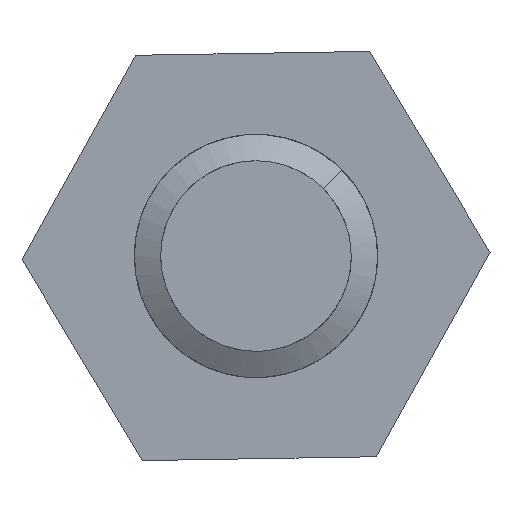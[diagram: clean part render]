
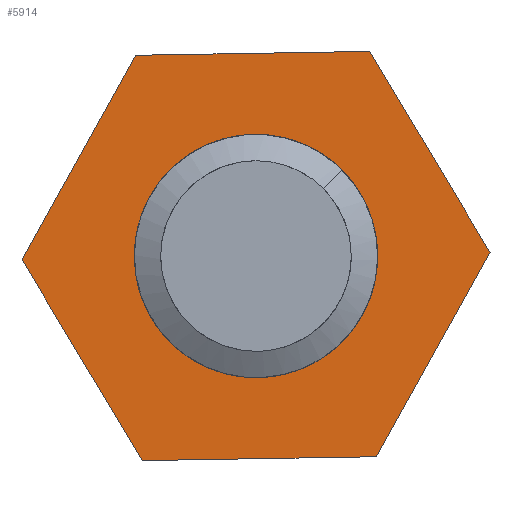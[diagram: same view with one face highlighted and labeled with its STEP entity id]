
A CAD part, front view. The second image highlights one B-rep face of the part: STEP entity #5914.
In plain terms, the highlighted planar face has unit normal (0, -1, 0).
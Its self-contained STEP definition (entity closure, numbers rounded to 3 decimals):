
#76 = LINE ( 'NONE', #77, #1555 ) ;
#77 = CARTESIAN_POINT ( 'NONE',  ( -0.831, 0., 0.831 ) ) ;
#78 = DIRECTION ( 'NONE',  ( -0.707, 0., 0.707 ) ) ;
#291 = B_SPLINE_CURVE_WITH_KNOTS ( 'NONE', 3,
 ( #4733, #4706, #4734, #4735, #4731, #4746, #4707, #4745, #4741, #4732, #4713, #4710, #4717, #4719 ),
 .UNSPECIFIED., .F., .F.,
 ( 4, 2, 2, 2, 2, 2, 4 ),
 ( 0., 0.001, 0.001, 0.001, 0.002, 0.003, 0.003 ),
 .UNSPECIFIED. ) ;
#380 = LINE ( 'NONE', #407, #4104 ) ;
#399 = CARTESIAN_POINT ( 'NONE',  ( 1.402, 0., 2.523 ) ) ;
#407 = CARTESIAN_POINT ( 'NONE',  ( 1.402, 0., 2.523 ) ) ;
#409 = DIRECTION ( 'NONE',  ( 0.514, 0., -0.858 ) ) ;
#449 = CARTESIAN_POINT ( 'NONE',  ( -0.831, 0., 0.831 ) ) ;
#470 = CARTESIAN_POINT ( 'NONE',  ( 2.886, 0., 0.048 ) ) ;
#489 = CARTESIAN_POINT ( 'NONE',  ( -1.059, 0., 1.059 ) ) ;
#499 = CARTESIAN_POINT ( 'NONE',  ( -1.402, 0., -2.523 ) ) ;
#510 = CARTESIAN_POINT ( 'NONE',  ( 0., 0., -1.175 ) ) ;
#539 = CARTESIAN_POINT ( 'NONE',  ( -1.484, 0., 2.476 ) ) ;
#577 = CARTESIAN_POINT ( 'NONE',  ( 0., 0., 1.175 ) ) ;
#590 = CARTESIAN_POINT ( 'NONE',  ( -2.886, 0., -0.048 ) ) ;
#591 = CARTESIAN_POINT ( 'NONE',  ( 1.484, 0., -2.476 ) ) ;
#605 = CARTESIAN_POINT ( 'NONE',  ( -0.205, 0., -1.157 ) ) ;
#929 = CIRCLE ( 'NONE', #1253, 1.175 ) ;
#978 = CIRCLE ( 'NONE', #3879, 1.175 ) ;
#996 = DIRECTION ( 'NONE',  ( -1., 0., -0.016 ) ) ;
#997 = CARTESIAN_POINT ( 'NONE',  ( 1.484, 0., -2.476 ) ) ;
#998 = LINE ( 'NONE', #997, #4132 ) ;
#1253 = AXIS2_PLACEMENT_3D ( 'NONE', #6643, #6644, #6645 ) ;
#1457 = LINE ( 'NONE', #1458, #6239 ) ;
#1458 = CARTESIAN_POINT ( 'NONE',  ( -1.484, 0., 2.476 ) ) ;
#1459 = DIRECTION ( 'NONE',  ( 1., 0., 0.016 ) ) ;
#1555 = VECTOR ( 'NONE', #78, 1000. ) ;
#1574 = ORIENTED_EDGE ( 'NONE', *, *, #5959, .F. ) ;
#1583 = ORIENTED_EDGE ( 'NONE', *, *, #6117, .F. ) ;
#1585 = ORIENTED_EDGE ( 'NONE', *, *, #5865, .F. ) ;
#1616 = ORIENTED_EDGE ( 'NONE', *, *, #5998, .F. ) ;
#1617 = ORIENTED_EDGE ( 'NONE', *, *, #5833, .F. ) ;
#1618 = ORIENTED_EDGE ( 'NONE', *, *, #5962, .F. ) ;
#1624 = ORIENTED_EDGE ( 'NONE', *, *, #6029, .F. ) ;
#1634 = ORIENTED_EDGE ( 'NONE', *, *, #5882, .F. ) ;
#1637 = ORIENTED_EDGE ( 'NONE', *, *, #6047, .F. ) ;
#1644 = ORIENTED_EDGE ( 'NONE', *, *, #5961, .F. ) ;
#1646 = ORIENTED_EDGE ( 'NONE', *, *, #6116, .F. ) ;
#2249 = CARTESIAN_POINT ( 'NONE',  ( 0., 0., 0. ) ) ;
#2256 = LINE ( 'NONE', #2257, #3868 ) ;
#2257 = CARTESIAN_POINT ( 'NONE',  ( 2.886, 0., 0.048 ) ) ;
#2258 = DIRECTION ( 'NONE',  ( -0.486, 0., -0.874 ) ) ;
#2259 = DIRECTION ( 'NONE',  ( 0., -1., 0. ) ) ;
#2260 = DIRECTION ( 'NONE',  ( 0., 0., 1. ) ) ;
#3868 = VECTOR ( 'NONE', #2258, 1000. ) ;
#3879 = AXIS2_PLACEMENT_3D ( 'NONE', #2249, #2259, #2260 ) ;
#3894 = VECTOR ( 'NONE', #4716, 1000. ) ;
#3899 = VECTOR ( 'NONE', #4751, 1000. ) ;
#4104 = VECTOR ( 'NONE', #409, 1000. ) ;
#4110 = AXIS2_PLACEMENT_3D ( 'NONE', #5214, #5312, #5322 ) ;
#4132 = VECTOR ( 'NONE', #996, 1000. ) ;
#4591 = EDGE_LOOP ( 'NONE', ( #1574, #1618, #1585, #1646, #1617, #1616 ) ) ;
#4682 = EDGE_LOOP ( 'NONE', ( #1624, #1637, #1634, #1583, #1644 ) ) ;
#4706 = CARTESIAN_POINT ( 'NONE',  ( -1.215, 0., 0.868 ) ) ;
#4707 = CARTESIAN_POINT ( 'NONE',  ( -1.351, 0., -0.205 ) ) ;
#4710 = CARTESIAN_POINT ( 'NONE',  ( -0.451, 0., -1.126 ) ) ;
#4713 = CARTESIAN_POINT ( 'NONE',  ( -0.679, 0., -1.041 ) ) ;
#4716 = DIRECTION ( 'NONE',  ( 0.486, 0., 0.874 ) ) ;
#4717 = CARTESIAN_POINT ( 'NONE',  ( -0.329, 0., -1.152 ) ) ;
#4719 = CARTESIAN_POINT ( 'NONE',  ( -0.205, 0., -1.157 ) ) ;
#4720 = LINE ( 'NONE', #4725, #3894 ) ;
#4724 = LINE ( 'NONE', #4739, #3899 ) ;
#4725 = CARTESIAN_POINT ( 'NONE',  ( -2.886, 0., -0.048 ) ) ;
#4731 = CARTESIAN_POINT ( 'NONE',  ( -1.396, 0., 0.158 ) ) ;
#4732 = CARTESIAN_POINT ( 'NONE',  ( -0.787, 0., -0.98 ) ) ;
#4733 = CARTESIAN_POINT ( 'NONE',  ( -1.059, 0., 1.059 ) ) ;
#4734 = CARTESIAN_POINT ( 'NONE',  ( -1.32, 0., 0.64 ) ) ;
#4735 = CARTESIAN_POINT ( 'NONE',  ( -1.389, 0., 0.282 ) ) ;
#4739 = CARTESIAN_POINT ( 'NONE',  ( -1.402, 0., -2.523 ) ) ;
#4741 = CARTESIAN_POINT ( 'NONE',  ( -1.075, 0., -0.754 ) ) ;
#4745 = CARTESIAN_POINT ( 'NONE',  ( -1.223, 0., -0.55 ) ) ;
#4746 = CARTESIAN_POINT ( 'NONE',  ( -1.377, 0., -0.084 ) ) ;
#4751 = DIRECTION ( 'NONE',  ( -0.514, 0., 0.858 ) ) ;
#5143 = DIRECTION ( 'NONE',  ( 0., 0., 1. ) ) ;
#5158 = DIRECTION ( 'NONE',  ( 0., 1., 0. ) ) ;
#5161 = CARTESIAN_POINT ( 'NONE',  ( 0., 0., 0. ) ) ;
#5214 = CARTESIAN_POINT ( 'NONE',  ( 0., 0., 0. ) ) ;
#5224 = PLANE ( 'NONE',  #6289 ) ;
#5312 = DIRECTION ( 'NONE',  ( 0., -1., 0. ) ) ;
#5322 = DIRECTION ( 'NONE',  ( 0., 0., 1. ) ) ;
#5467 = VERTEX_POINT ( 'NONE', #399 ) ;
#5507 = VERTEX_POINT ( 'NONE', #605 ) ;
#5555 = VERTEX_POINT ( 'NONE', #499 ) ;
#5564 = VERTEX_POINT ( 'NONE', #539 ) ;
#5576 = VERTEX_POINT ( 'NONE', #591 ) ;
#5577 = VERTEX_POINT ( 'NONE', #577 ) ;
#5609 = VERTEX_POINT ( 'NONE', #470 ) ;
#5623 = VERTEX_POINT ( 'NONE', #510 ) ;
#5638 = VERTEX_POINT ( 'NONE', #489 ) ;
#5653 = VERTEX_POINT ( 'NONE', #590 ) ;
#5667 = VERTEX_POINT ( 'NONE', #449 ) ;
#5833 = EDGE_CURVE ( 'NONE', #5467, #5609, #380, .T. ) ;
#5865 = EDGE_CURVE ( 'NONE', #5576, #5555, #998, .T. ) ;
#5876 = CIRCLE ( 'NONE', #4110, 1.175 ) ;
#5882 = EDGE_CURVE ( 'NONE', #5623, #5577, #5876, .T. ) ;
#5914 = ADVANCED_FACE ( 'NONE', ( #6282, #6305 ), #5224, .F. ) ;
#5959 = EDGE_CURVE ( 'NONE', #5653, #5564, #4720, .T. ) ;
#5961 = EDGE_CURVE ( 'NONE', #5638, #5507, #291, .T. ) ;
#5962 = EDGE_CURVE ( 'NONE', #5555, #5653, #4724, .T. ) ;
#5998 = EDGE_CURVE ( 'NONE', #5564, #5467, #1457, .T. ) ;
#6029 = EDGE_CURVE ( 'NONE', #5667, #5638, #76, .T. ) ;
#6047 = EDGE_CURVE ( 'NONE', #5577, #5667, #929, .T. ) ;
#6116 = EDGE_CURVE ( 'NONE', #5609, #5576, #2256, .T. ) ;
#6117 = EDGE_CURVE ( 'NONE', #5507, #5623, #978, .T. ) ;
#6239 = VECTOR ( 'NONE', #1459, 1000. ) ;
#6282 = FACE_BOUND ( 'NONE', #4682, .T. ) ;
#6289 = AXIS2_PLACEMENT_3D ( 'NONE', #5161, #5158, #5143 ) ;
#6305 = FACE_OUTER_BOUND ( 'NONE', #4591, .T. ) ;
#6643 = CARTESIAN_POINT ( 'NONE',  ( 0., 0., 0. ) ) ;
#6644 = DIRECTION ( 'NONE',  ( 0., -1., 0. ) ) ;
#6645 = DIRECTION ( 'NONE',  ( 0., 0., 1. ) ) ;
